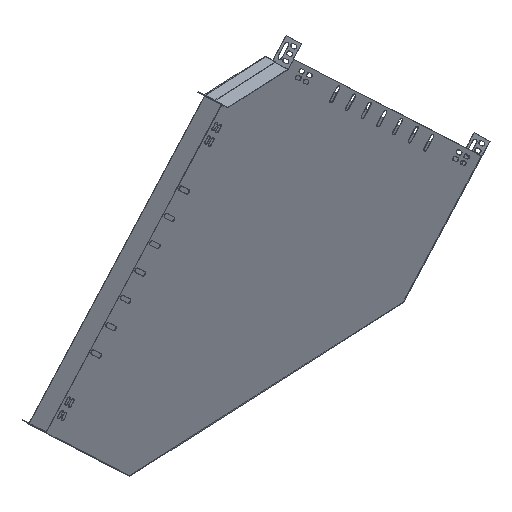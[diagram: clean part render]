
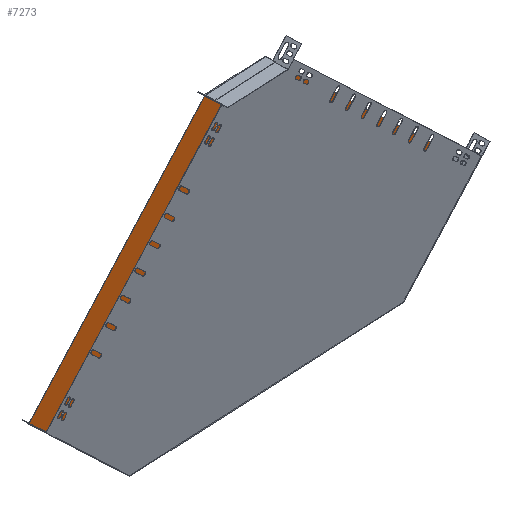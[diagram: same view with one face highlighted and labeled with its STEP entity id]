
A CAD part, isometric view. The second image highlights one B-rep face of the part: STEP entity #7273.
In plain terms, the highlighted planar face has unit normal (0.022, -1, 0.006).
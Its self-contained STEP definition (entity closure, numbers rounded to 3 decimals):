
#107 = CARTESIAN_POINT ( 'NONE',  ( -671.991, 43.699, 57.131 ) ) ;
#196 = VERTEX_POINT ( 'NONE', #226 ) ;
#218 = ORIENTED_EDGE ( 'NONE', *, *, #515, .T. ) ;
#226 = CARTESIAN_POINT ( 'NONE',  ( -672.005, 43.702, 57.631 ) ) ;
#238 = DIRECTION ( 'NONE',  ( 0.726, 0.011, -0.688 ) ) ;
#276 = CARTESIAN_POINT ( 'NONE',  ( 147.63, 60.568, -96.797 ) ) ;
#427 = EDGE_CURVE ( 'NONE', #2490, #196, #2001, .T. ) ;
#515 = EDGE_CURVE ( 'NONE', #4409, #2477, #7828, .T. ) ;
#523 = DIRECTION ( 'NONE',  ( -0.999, -0.022, -0.027 ) ) ;
#537 = CARTESIAN_POINT ( 'NONE',  ( 318.758, 65.451, 84.421 ) ) ;
#541 = VERTEX_POINT ( 'NONE', #3148 ) ;
#658 = CARTESIAN_POINT ( 'NONE',  ( 318.758, 65.451, 84.421 ) ) ;
#795 = CARTESIAN_POINT ( 'NONE',  ( -258.845, 55.486, 494.422 ) ) ;
#915 = CARTESIAN_POINT ( 'NONE',  ( -258.845, 55.486, 494.422 ) ) ;
#986 = VERTEX_POINT ( 'NONE', #2087 ) ;
#1143 = AXIS2_PLACEMENT_3D ( 'NONE', #537, #6120, #2386 ) ;
#1418 = VECTOR ( 'NONE', #4489, 1000. ) ;
#1490 = DIRECTION ( 'NONE',  ( -0.687, -0.02, -0.726 ) ) ;
#1801 = VECTOR ( 'NONE', #6474, 1000. ) ;
#1927 = CARTESIAN_POINT ( 'NONE',  ( -258.832, 55.484, 493.922 ) ) ;
#1929 = CARTESIAN_POINT ( 'NONE',  ( -491.289, 46.543, -114.073 ) ) ;
#1960 = EDGE_CURVE ( 'NONE', #2490, #4910, #7803, .T. ) ;
#2001 = LINE ( 'NONE', #3805, #2191 ) ;
#2005 = LINE ( 'NONE', #6446, #1801 ) ;
#2087 = CARTESIAN_POINT ( 'NONE',  ( -117.496, 58.586, 497.744 ) ) ;
#2191 = VECTOR ( 'NONE', #2531, 1000. ) ;
#2296 = ORIENTED_EDGE ( 'NONE', *, *, #6332, .F. ) ;
#2386 = DIRECTION ( 'NONE',  ( 0.027, -0.006, -1. ) ) ;
#2477 = VERTEX_POINT ( 'NONE', #5026 ) ;
#2490 = VERTEX_POINT ( 'NONE', #107 ) ;
#2514 = VECTOR ( 'NONE', #523, 1000. ) ;
#2520 = LINE ( 'NONE', #1927, #7283 ) ;
#2531 = DIRECTION ( 'NONE',  ( -0.027, 0.006, 1. ) ) ;
#2663 = EDGE_LOOP ( 'NONE', ( #5251, #5214, #7499, #7904, #6547, #5028, #2296, #2684, #6533, #218 ) ) ;
#2684 = ORIENTED_EDGE ( 'NONE', *, *, #2708, .F. ) ;
#2708 = EDGE_CURVE ( 'NONE', #7637, #986, #5271, .T. ) ;
#2819 = CARTESIAN_POINT ( 'NONE',  ( 318.772, 65.449, 83.921 ) ) ;
#3148 = CARTESIAN_POINT ( 'NONE',  ( 147.63, 60.568, -96.797 ) ) ;
#3303 = CARTESIAN_POINT ( 'NONE',  ( -117.496, 58.586, 497.744 ) ) ;
#3403 = VERTEX_POINT ( 'NONE', #658 ) ;
#3622 = LINE ( 'NONE', #276, #4329 ) ;
#3805 = CARTESIAN_POINT ( 'NONE',  ( -671.991, 43.699, 57.131 ) ) ;
#3942 = EDGE_CURVE ( 'NONE', #4910, #541, #3622, .T. ) ;
#4020 = DIRECTION ( 'NONE',  ( 0.027, -0.006, -1. ) ) ;
#4329 = VECTOR ( 'NONE', #6445, 1000. ) ;
#4409 = VERTEX_POINT ( 'NONE', #915 ) ;
#4489 = DIRECTION ( 'NONE',  ( 0.027, -0.006, -1. ) ) ;
#4785 = VECTOR ( 'NONE', #1490, 1000. ) ;
#4865 = PLANE ( 'NONE',  #1143 ) ;
#4910 = VERTEX_POINT ( 'NONE', #1929 ) ;
#5026 = CARTESIAN_POINT ( 'NONE',  ( -258.832, 55.484, 493.922 ) ) ;
#5028 = ORIENTED_EDGE ( 'NONE', *, *, #7055, .F. ) ;
#5029 = DIRECTION ( 'NONE',  ( 0.687, 0.02, 0.726 ) ) ;
#5086 = EDGE_CURVE ( 'NONE', #7658, #541, #7898, .T. ) ;
#5214 = ORIENTED_EDGE ( 'NONE', *, *, #427, .F. ) ;
#5229 = CARTESIAN_POINT ( 'NONE',  ( 318.772, 65.449, 83.921 ) ) ;
#5251 = ORIENTED_EDGE ( 'NONE', *, *, #5727, .F. ) ;
#5271 = LINE ( 'NONE', #7740, #5661 ) ;
#5442 = CARTESIAN_POINT ( 'NONE',  ( -671.991, 43.699, 57.131 ) ) ;
#5661 = VECTOR ( 'NONE', #4020, 1000. ) ;
#5727 = EDGE_CURVE ( 'NONE', #196, #2477, #2520, .T. ) ;
#5845 = LINE ( 'NONE', #7960, #2514 ) ;
#5932 = CARTESIAN_POINT ( 'NONE',  ( -117.51, 58.589, 498.244 ) ) ;
#5934 = VECTOR ( 'NONE', #238, 1000. ) ;
#6120 = DIRECTION ( 'NONE',  ( 0.022, -1., 0.006 ) ) ;
#6127 = EDGE_CURVE ( 'NONE', #7637, #4409, #5845, .T. ) ;
#6332 = EDGE_CURVE ( 'NONE', #986, #3403, #7578, .T. ) ;
#6445 = DIRECTION ( 'NONE',  ( 0.999, 0.022, 0.027 ) ) ;
#6446 = CARTESIAN_POINT ( 'NONE',  ( 318.758, 65.451, 84.421 ) ) ;
#6474 = DIRECTION ( 'NONE',  ( 0.027, -0.006, -1. ) ) ;
#6533 = ORIENTED_EDGE ( 'NONE', *, *, #6127, .T. ) ;
#6547 = ORIENTED_EDGE ( 'NONE', *, *, #5086, .F. ) ;
#6859 = FACE_OUTER_BOUND ( 'NONE', #2663, .T. ) ;
#7055 = EDGE_CURVE ( 'NONE', #3403, #7658, #2005, .T. ) ;
#7273 = ADVANCED_FACE ( 'NONE', ( #6859 ), #4865, .T. ) ;
#7283 = VECTOR ( 'NONE', #5029, 1000. ) ;
#7298 = DIRECTION ( 'NONE',  ( 0.726, 0.011, -0.688 ) ) ;
#7499 = ORIENTED_EDGE ( 'NONE', *, *, #1960, .T. ) ;
#7578 = LINE ( 'NONE', #3303, #5934 ) ;
#7608 = VECTOR ( 'NONE', #7298, 1000. ) ;
#7637 = VERTEX_POINT ( 'NONE', #5932 ) ;
#7658 = VERTEX_POINT ( 'NONE', #2819 ) ;
#7740 = CARTESIAN_POINT ( 'NONE',  ( -117.51, 58.589, 498.244 ) ) ;
#7803 = LINE ( 'NONE', #5442, #7608 ) ;
#7828 = LINE ( 'NONE', #795, #1418 ) ;
#7898 = LINE ( 'NONE', #5229, #4785 ) ;
#7904 = ORIENTED_EDGE ( 'NONE', *, *, #3942, .T. ) ;
#7960 = CARTESIAN_POINT ( 'NONE',  ( -258.845, 55.486, 494.422 ) ) ;
